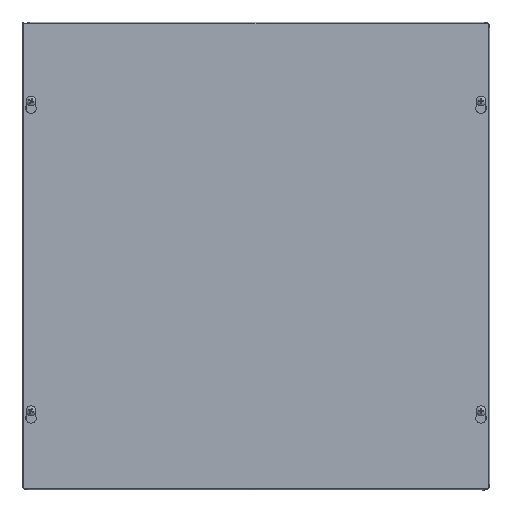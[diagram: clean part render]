
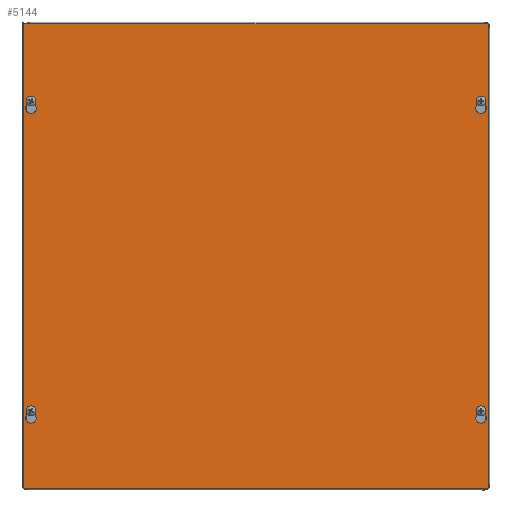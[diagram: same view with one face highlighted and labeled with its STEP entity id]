
A CAD part, top view. The second image highlights one B-rep face of the part: STEP entity #5144.
In plain terms, the highlighted planar face has unit normal (0, 0, 1).
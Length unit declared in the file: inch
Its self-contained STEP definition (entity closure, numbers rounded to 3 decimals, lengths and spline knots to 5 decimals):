
#285=FACE_BOUND('',#1752,.T.);
#286=FACE_BOUND('',#1753,.T.);
#287=FACE_BOUND('',#1754,.T.);
#288=FACE_BOUND('',#1755,.T.);
#384=PLANE('',#5660);
#703=LINE('',#9670,#1071);
#707=LINE('',#9680,#1075);
#710=LINE('',#9688,#1078);
#714=LINE('',#9700,#1082);
#719=LINE('',#9718,#1087);
#723=LINE('',#9728,#1091);
#726=LINE('',#9736,#1094);
#730=LINE('',#9748,#1098);
#732=LINE('',#9756,#1100);
#736=LINE('',#9764,#1104);
#739=LINE('',#9770,#1107);
#742=LINE('',#9775,#1110);
#1071=VECTOR('',#6768,0.3937);
#1075=VECTOR('',#6780,0.3937);
#1078=VECTOR('',#6785,0.3937);
#1082=VECTOR('',#6797,0.3937);
#1087=VECTOR('',#6816,0.3937);
#1091=VECTOR('',#6828,0.3937);
#1094=VECTOR('',#6833,0.3937);
#1098=VECTOR('',#6845,0.3937);
#1100=VECTOR('',#6855,0.3937);
#1104=VECTOR('',#6861,0.3937);
#1107=VECTOR('',#6866,0.3937);
#1110=VECTOR('',#6871,0.3937);
#1441=FACE_OUTER_BOUND('',#1751,.T.);
#1751=EDGE_LOOP('',(#4426,#4427,#4428,#4429));
#1752=EDGE_LOOP('',(#4430,#4431,#4432,#4433));
#1753=EDGE_LOOP('',(#4434,#4435,#4436,#4437));
#1754=EDGE_LOOP('',(#4438,#4439,#4440,#4441));
#1755=EDGE_LOOP('',(#4442,#4443,#4444,#4445));
#1969=CIRCLE('',#5626,0.203);
#1971=CIRCLE('',#5630,0.125);
#1973=CIRCLE('',#5635,0.125);
#1975=CIRCLE('',#5639,0.203);
#1977=CIRCLE('',#5642,0.203);
#1979=CIRCLE('',#5646,0.125);
#1981=CIRCLE('',#5651,0.125);
#1983=CIRCLE('',#5655,0.203);
#2389=VERTEX_POINT('',#9661);
#2390=VERTEX_POINT('',#9663);
#2392=VERTEX_POINT('',#9669);
#2394=VERTEX_POINT('',#9675);
#2397=VERTEX_POINT('',#9685);
#2398=VERTEX_POINT('',#9687);
#2400=VERTEX_POINT('',#9693);
#2402=VERTEX_POINT('',#9699);
#2405=VERTEX_POINT('',#9709);
#2406=VERTEX_POINT('',#9711);
#2408=VERTEX_POINT('',#9717);
#2410=VERTEX_POINT('',#9723);
#2413=VERTEX_POINT('',#9733);
#2414=VERTEX_POINT('',#9735);
#2416=VERTEX_POINT('',#9741);
#2418=VERTEX_POINT('',#9747);
#2419=VERTEX_POINT('',#9754);
#2420=VERTEX_POINT('',#9755);
#2423=VERTEX_POINT('',#9763);
#2425=VERTEX_POINT('',#9769);
#3058=EDGE_CURVE('',#2390,#2389,#1969,.T.);
#3061=EDGE_CURVE('',#2392,#2390,#703,.T.);
#3064=EDGE_CURVE('',#2394,#2392,#1971,.T.);
#3067=EDGE_CURVE('',#2389,#2394,#707,.T.);
#3070=EDGE_CURVE('',#2398,#2397,#710,.T.);
#3073=EDGE_CURVE('',#2400,#2398,#1973,.T.);
#3076=EDGE_CURVE('',#2402,#2400,#714,.T.);
#3079=EDGE_CURVE('',#2397,#2402,#1975,.T.);
#3082=EDGE_CURVE('',#2406,#2405,#1977,.T.);
#3085=EDGE_CURVE('',#2408,#2406,#719,.T.);
#3088=EDGE_CURVE('',#2410,#2408,#1979,.T.);
#3091=EDGE_CURVE('',#2405,#2410,#723,.T.);
#3094=EDGE_CURVE('',#2414,#2413,#726,.T.);
#3097=EDGE_CURVE('',#2416,#2414,#1981,.T.);
#3100=EDGE_CURVE('',#2418,#2416,#730,.T.);
#3103=EDGE_CURVE('',#2413,#2418,#1983,.T.);
#3104=EDGE_CURVE('',#2419,#2420,#732,.T.);
#3108=EDGE_CURVE('',#2420,#2423,#736,.T.);
#3111=EDGE_CURVE('',#2423,#2425,#739,.T.);
#3114=EDGE_CURVE('',#2425,#2419,#742,.T.);
#4426=ORIENTED_EDGE('',*,*,#3104,.F.);
#4427=ORIENTED_EDGE('',*,*,#3114,.F.);
#4428=ORIENTED_EDGE('',*,*,#3111,.F.);
#4429=ORIENTED_EDGE('',*,*,#3108,.F.);
#4430=ORIENTED_EDGE('',*,*,#3058,.T.);
#4431=ORIENTED_EDGE('',*,*,#3067,.T.);
#4432=ORIENTED_EDGE('',*,*,#3064,.T.);
#4433=ORIENTED_EDGE('',*,*,#3061,.T.);
#4434=ORIENTED_EDGE('',*,*,#3070,.T.);
#4435=ORIENTED_EDGE('',*,*,#3079,.T.);
#4436=ORIENTED_EDGE('',*,*,#3076,.T.);
#4437=ORIENTED_EDGE('',*,*,#3073,.T.);
#4438=ORIENTED_EDGE('',*,*,#3082,.T.);
#4439=ORIENTED_EDGE('',*,*,#3091,.T.);
#4440=ORIENTED_EDGE('',*,*,#3088,.T.);
#4441=ORIENTED_EDGE('',*,*,#3085,.T.);
#4442=ORIENTED_EDGE('',*,*,#3094,.T.);
#4443=ORIENTED_EDGE('',*,*,#3103,.T.);
#4444=ORIENTED_EDGE('',*,*,#3100,.T.);
#4445=ORIENTED_EDGE('',*,*,#3097,.T.);
#5144=ADVANCED_FACE('',(#1441,#285,#286,#287,#288),#384,.T.);
#5626=AXIS2_PLACEMENT_3D('',#9664,#6762,#6763);
#5630=AXIS2_PLACEMENT_3D('',#9676,#6774,#6775);
#5635=AXIS2_PLACEMENT_3D('',#9694,#6791,#6792);
#5639=AXIS2_PLACEMENT_3D('',#9704,#6803,#6804);
#5642=AXIS2_PLACEMENT_3D('',#9712,#6810,#6811);
#5646=AXIS2_PLACEMENT_3D('',#9724,#6822,#6823);
#5651=AXIS2_PLACEMENT_3D('',#9742,#6839,#6840);
#5655=AXIS2_PLACEMENT_3D('',#9752,#6851,#6852);
#5660=AXIS2_PLACEMENT_3D('',#9777,#6873,#6874);
#6762=DIRECTION('center_axis',(0.,0.,-1.));
#6763=DIRECTION('ref_axis',(-0.961,0.278,0.));
#6768=DIRECTION('',(0.278,-0.961,0.));
#6774=DIRECTION('center_axis',(0.,0.,-1.));
#6775=DIRECTION('ref_axis',(0.961,0.278,0.));
#6780=DIRECTION('',(0.278,0.961,0.));
#6785=DIRECTION('',(0.278,-0.961,0.));
#6791=DIRECTION('center_axis',(0.,0.,-1.));
#6792=DIRECTION('ref_axis',(0.961,0.278,0.));
#6797=DIRECTION('',(0.278,0.961,0.));
#6803=DIRECTION('center_axis',(0.,0.,-1.));
#6804=DIRECTION('ref_axis',(-0.961,0.278,0.));
#6810=DIRECTION('center_axis',(0.,0.,-1.));
#6811=DIRECTION('ref_axis',(-0.961,0.278,0.));
#6816=DIRECTION('',(0.278,-0.961,0.));
#6822=DIRECTION('center_axis',(0.,0.,-1.));
#6823=DIRECTION('ref_axis',(0.961,0.278,0.));
#6828=DIRECTION('',(0.278,0.961,0.));
#6833=DIRECTION('',(0.278,-0.961,0.));
#6839=DIRECTION('center_axis',(0.,0.,-1.));
#6840=DIRECTION('ref_axis',(0.961,0.278,0.));
#6845=DIRECTION('',(0.278,0.961,0.));
#6851=DIRECTION('center_axis',(0.,0.,-1.));
#6852=DIRECTION('ref_axis',(-0.961,0.278,0.));
#6855=DIRECTION('',(0.,-1.,0.));
#6861=DIRECTION('',(-1.,0.,0.));
#6866=DIRECTION('',(0.,1.,0.));
#6871=DIRECTION('',(1.,0.,0.));
#6873=DIRECTION('center_axis',(0.,0.,1.));
#6874=DIRECTION('ref_axis',(1.,0.,0.));
#9661=CARTESIAN_POINT('',(8.52373,5.77535,0.062));
#9663=CARTESIAN_POINT('',(8.91377,5.77535,0.062));
#9664=CARTESIAN_POINT('Origin',(8.71875,5.719,0.062));
#9669=CARTESIAN_POINT('',(8.83884,6.0347,0.062));
#9670=CARTESIAN_POINT('',(9.34043,4.2987,0.062));
#9675=CARTESIAN_POINT('',(8.59866,6.0347,0.062));
#9676=CARTESIAN_POINT('Origin',(8.71875,6.,0.062));
#9680=CARTESIAN_POINT('',(7.46275,2.10333,0.062));
#9685=CARTESIAN_POINT('',(-8.52373,5.77535,0.062));
#9687=CARTESIAN_POINT('',(-8.59866,6.0347,0.062));
#9688=CARTESIAN_POINT('',(-7.42529,1.97365,0.062));
#9693=CARTESIAN_POINT('',(-8.83884,6.0347,0.062));
#9694=CARTESIAN_POINT('Origin',(-8.71875,6.,0.062));
#9699=CARTESIAN_POINT('',(-8.91377,5.77535,0.062));
#9700=CARTESIAN_POINT('',(-9.30296,4.42837,0.062));
#9704=CARTESIAN_POINT('Origin',(-8.71875,5.719,0.062));
#9709=CARTESIAN_POINT('',(8.52373,-6.22465,0.062));
#9711=CARTESIAN_POINT('',(8.91377,-6.22465,0.062));
#9712=CARTESIAN_POINT('Origin',(8.71875,-6.281,0.062));
#9717=CARTESIAN_POINT('',(8.83884,-5.9653,0.062));
#9718=CARTESIAN_POINT('',(7.7404,-2.16361,0.062));
#9723=CARTESIAN_POINT('',(8.59866,-5.9653,0.062));
#9724=CARTESIAN_POINT('Origin',(8.71875,-6.,0.062));
#9728=CARTESIAN_POINT('',(9.06278,-4.35898,0.062));
#9733=CARTESIAN_POINT('',(-8.52373,-6.22465,0.062));
#9735=CARTESIAN_POINT('',(-8.59866,-5.9653,0.062));
#9736=CARTESIAN_POINT('',(-9.02532,-4.48865,0.062));
#9741=CARTESIAN_POINT('',(-8.83884,-5.9653,0.062));
#9742=CARTESIAN_POINT('Origin',(-8.71875,-6.,0.062));
#9747=CARTESIAN_POINT('',(-8.91377,-6.22465,0.062));
#9748=CARTESIAN_POINT('',(-7.70293,-2.03393,0.062));
#9752=CARTESIAN_POINT('Origin',(-8.71875,-6.281,0.062));
#9754=CARTESIAN_POINT('',(9.,9.,0.062));
#9755=CARTESIAN_POINT('',(9.,-9.,0.062));
#9756=CARTESIAN_POINT('',(9.,9.,0.062));
#9763=CARTESIAN_POINT('',(-9.,-9.,0.062));
#9764=CARTESIAN_POINT('',(9.,-9.,0.062));
#9769=CARTESIAN_POINT('',(-9.,9.,0.062));
#9770=CARTESIAN_POINT('',(-9.,-9.,0.062));
#9775=CARTESIAN_POINT('',(-9.,9.,0.062));
#9777=CARTESIAN_POINT('Origin',(0.,0.,
0.062));
